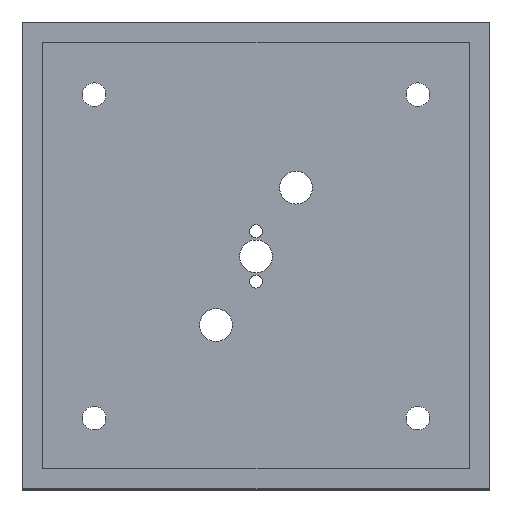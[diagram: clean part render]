
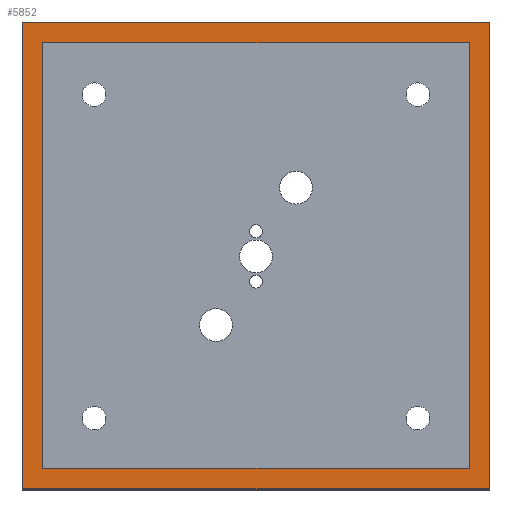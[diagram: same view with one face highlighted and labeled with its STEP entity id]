
A CAD part, top view. The second image highlights one B-rep face of the part: STEP entity #5852.
In plain terms, the highlighted planar face has unit normal (0, 0, 1).
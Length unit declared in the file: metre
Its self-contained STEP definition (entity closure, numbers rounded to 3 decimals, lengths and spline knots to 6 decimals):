
#15 = VERTEX_POINT ( 'NONE', #4573 ) ;
#35 = ORIENTED_EDGE ( 'NONE', *, *, #5578, .F. ) ;
#91 = CARTESIAN_POINT ( 'NONE',  ( -1.3, 0., 1.3 ) ) ;
#137 = AXIS2_PLACEMENT_3D ( 'NONE', #2574, #2088, #5947 ) ;
#392 = PLANE ( 'NONE',  #137 ) ;
#515 = LINE ( 'NONE', #4788, #3394 ) ;
#572 = LINE ( 'NONE', #91, #1261 ) ;
#589 = CARTESIAN_POINT ( 'NONE',  ( 1.3, 0., 1.3 ) ) ;
#606 = EDGE_CURVE ( 'NONE', #15, #6312, #572, .T. ) ;
#607 = DIRECTION ( 'NONE',  ( 1., 0., 0. ) ) ;
#876 = VECTOR ( 'NONE', #1760, 1. ) ;
#1023 = DIRECTION ( 'NONE',  ( -1., 0., 0. ) ) ;
#1184 = LINE ( 'NONE', #1292, #876 ) ;
#1249 = DIRECTION ( 'NONE',  ( 0., -1., 0. ) ) ;
#1261 = VECTOR ( 'NONE', #607, 1. ) ;
#1292 = CARTESIAN_POINT ( 'NONE',  ( -1.185, 0.115, 1.3 ) ) ;
#1319 = CARTESIAN_POINT ( 'NONE',  ( 1.3, 2.597, 1.3 ) ) ;
#1394 = CARTESIAN_POINT ( 'NONE',  ( -1.3, 2.597, 1.3 ) ) ;
#1489 = ORIENTED_EDGE ( 'NONE', *, *, #6652, .F. ) ;
#1671 = ORIENTED_EDGE ( 'NONE', *, *, #3820, .F. ) ;
#1760 = DIRECTION ( 'NONE',  ( 1., 0., 0. ) ) ;
#1762 = ORIENTED_EDGE ( 'NONE', *, *, #606, .T. ) ;
#1848 = EDGE_CURVE ( 'NONE', #3533, #6655, #2957, .T. ) ;
#1869 = EDGE_CURVE ( 'NONE', #6307, #3483, #4054, .T. ) ;
#1899 = CARTESIAN_POINT ( 'NONE',  ( 1.185, 2.482, 1.3 ) ) ;
#1902 = CARTESIAN_POINT ( 'NONE',  ( -1.185, 0.115, 1.3 ) ) ;
#2070 = EDGE_LOOP ( 'NONE', ( #1762, #1489, #35, #5688 ) ) ;
#2075 = DIRECTION ( 'NONE',  ( 0., -1., 0. ) ) ;
#2088 = DIRECTION ( 'NONE',  ( 0., 0., -1. ) ) ;
#2135 = CARTESIAN_POINT ( 'NONE',  ( -1.3, 2.597, 1.3 ) ) ;
#2262 = VERTEX_POINT ( 'NONE', #1394 ) ;
#2319 = VECTOR ( 'NONE', #2658, 1. ) ;
#2498 = CARTESIAN_POINT ( 'NONE',  ( 1.185, 0.115, 1.3 ) ) ;
#2523 = ORIENTED_EDGE ( 'NONE', *, *, #1848, .F. ) ;
#2551 = CARTESIAN_POINT ( 'NONE',  ( 1.185, 0.115, 1.3 ) ) ;
#2574 = CARTESIAN_POINT ( 'NONE',  ( -1.3, 2.597, 1.3 ) ) ;
#2625 = VECTOR ( 'NONE', #1249, 1. ) ;
#2658 = DIRECTION ( 'NONE',  ( 1., 0., 0. ) ) ;
#2883 = LINE ( 'NONE', #1319, #2625 ) ;
#2897 = CARTESIAN_POINT ( 'NONE',  ( -1.185, 2.482, 1.3 ) ) ;
#2957 = LINE ( 'NONE', #2498, #5003 ) ;
#2962 = VERTEX_POINT ( 'NONE', #6694 ) ;
#2964 = EDGE_CURVE ( 'NONE', #3483, #3533, #1184, .T. ) ;
#3024 = DIRECTION ( 'NONE',  ( 0., 1., 0. ) ) ;
#3042 = CARTESIAN_POINT ( 'NONE',  ( -1.185, 0.115, 1.3 ) ) ;
#3394 = VECTOR ( 'NONE', #2075, 1. ) ;
#3396 = EDGE_CURVE ( 'NONE', #2262, #15, #515, .T. ) ;
#3483 = VERTEX_POINT ( 'NONE', #3042 ) ;
#3533 = VERTEX_POINT ( 'NONE', #2551 ) ;
#3631 = VECTOR ( 'NONE', #6722, 1. ) ;
#3820 = EDGE_CURVE ( 'NONE', #6655, #6307, #5964, .T. ) ;
#4054 = LINE ( 'NONE', #1902, #3631 ) ;
#4573 = CARTESIAN_POINT ( 'NONE',  ( -1.3, 0., 1.3 ) ) ;
#4788 = CARTESIAN_POINT ( 'NONE',  ( -1.3, 2.597, 1.3 ) ) ;
#5003 = VECTOR ( 'NONE', #3024, 1. ) ;
#5049 = LINE ( 'NONE', #2135, #2319 ) ;
#5296 = FACE_OUTER_BOUND ( 'NONE', #2070, .T. ) ;
#5349 = VECTOR ( 'NONE', #1023, 1. ) ;
#5578 = EDGE_CURVE ( 'NONE', #2262, #2962, #5049, .T. ) ;
#5688 = ORIENTED_EDGE ( 'NONE', *, *, #3396, .T. ) ;
#5852 = ADVANCED_FACE ( 'NONE', ( #5296, #5878 ), #392, .F. ) ;
#5878 = FACE_BOUND ( 'NONE', #6045, .T. ) ;
#5947 = DIRECTION ( 'NONE',  ( -1., 0., 0. ) ) ;
#5964 = LINE ( 'NONE', #6951, #5349 ) ;
#6045 = EDGE_LOOP ( 'NONE', ( #2523, #6189, #6629, #1671 ) ) ;
#6189 = ORIENTED_EDGE ( 'NONE', *, *, #2964, .F. ) ;
#6307 = VERTEX_POINT ( 'NONE', #2897 ) ;
#6312 = VERTEX_POINT ( 'NONE', #589 ) ;
#6629 = ORIENTED_EDGE ( 'NONE', *, *, #1869, .F. ) ;
#6652 = EDGE_CURVE ( 'NONE', #2962, #6312, #2883, .T. ) ;
#6655 = VERTEX_POINT ( 'NONE', #1899 ) ;
#6694 = CARTESIAN_POINT ( 'NONE',  ( 1.3, 2.597, 1.3 ) ) ;
#6722 = DIRECTION ( 'NONE',  ( 0., -1., 0. ) ) ;
#6951 = CARTESIAN_POINT ( 'NONE',  ( -1.185, 2.482, 1.3 ) ) ;
